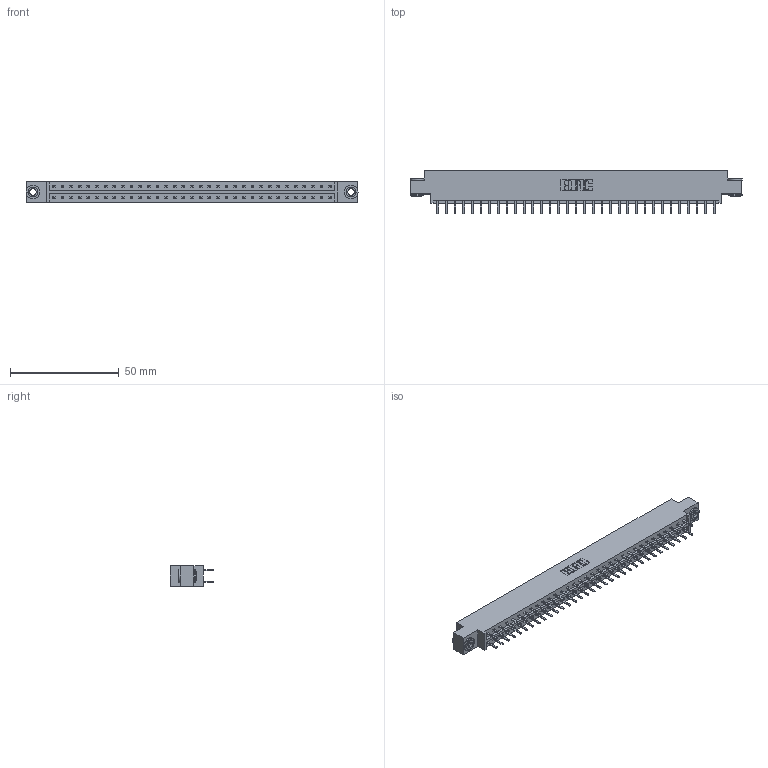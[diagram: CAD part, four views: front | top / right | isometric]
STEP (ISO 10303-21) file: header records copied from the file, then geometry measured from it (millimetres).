
FILE_DESCRIPTION (( 'STEP AP203' ), '1' );
FILE_NAME ('833-066-520-803.STEP', '2020-06-05T08:24:41', ( '' ), ( '' ), 'SwSTEP 2.0', 'SolidWorks 2020', '' );
FILE_SCHEMA (( 'CONFIG_CONTROL_DESIGN' ));
Length unit declared in the file: inch
Products named in the file (4): 345-250-002_345-250-002-102; 833 Part_Offset - .156 Dia - TH; 833-066-520-803; 345-292-001_345-293-120
Assembly tree (69 placements, depth 2):
  833-066-520-803
    833 Part_Offset - .156 Dia - TH
    345-292-001_345-293-120  x66
    345-250-002_345-250-002-102  x2
Bounding box: 152.3 x 20.02 x 9.4 mm (x, y, z)
Volume: 15227.2 mm3; surface area: 18270.5 mm2
Topology: 69 solids, 69 shells, 3852 faces, 11157 edges, 7258 vertices
Faces by surface type: plane 2592, cylinder 1252, cone 8
Entity records: 23290 total; most frequent: CARTESIAN_POINT 3861, ORIENTED_EDGE 3778, DIRECTION 3335, EDGE_CURVE 1889, VECTOR 1733, LINE 1733, VERTEX_POINT 1254, AXIS2_PLACEMENT_3D 801
